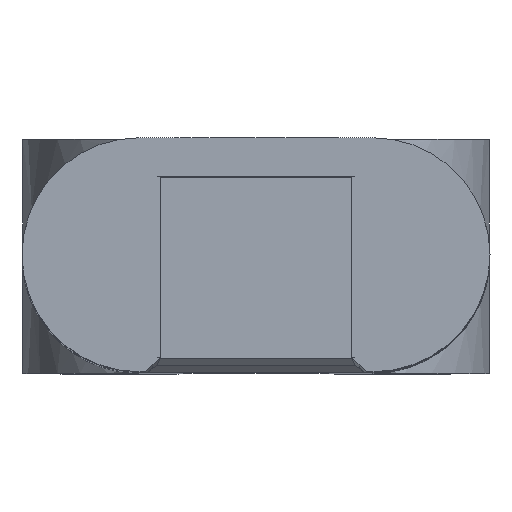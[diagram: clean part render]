
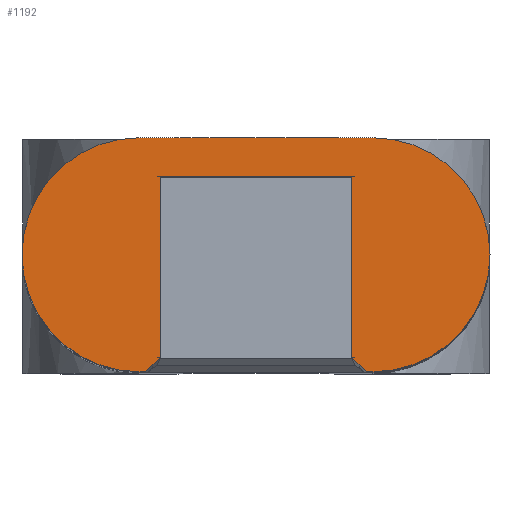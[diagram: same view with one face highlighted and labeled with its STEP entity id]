
A CAD part, top view. The second image highlights one B-rep face of the part: STEP entity #1192.
In plain terms, the highlighted planar face has unit normal (0, 0, 1).
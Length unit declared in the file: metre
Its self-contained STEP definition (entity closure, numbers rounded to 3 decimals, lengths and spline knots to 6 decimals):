
#61=CIRCLE('',#1279,0.003);
#62=CIRCLE('',#1280,0.003);
#130=ORIENTED_EDGE('',*,*,#478,.T.);
#131=ORIENTED_EDGE('',*,*,#479,.T.);
#132=ORIENTED_EDGE('',*,*,#458,.T.);
#133=ORIENTED_EDGE('',*,*,#480,.F.);
#134=ORIENTED_EDGE('',*,*,#481,.F.);
#135=ORIENTED_EDGE('',*,*,#482,.F.);
#136=ORIENTED_EDGE('',*,*,#454,.T.);
#137=ORIENTED_EDGE('',*,*,#483,.T.);
#138=ORIENTED_EDGE('',*,*,#484,.F.);
#139=ORIENTED_EDGE('',*,*,#485,.T.);
#454=EDGE_CURVE('',#627,#629,#742,.T.);
#458=EDGE_CURVE('',#633,#634,#746,.T.);
#478=EDGE_CURVE('',#651,#652,#763,.T.);
#479=EDGE_CURVE('',#652,#633,#764,.F.);
#480=EDGE_CURVE('',#653,#634,#61,.T.);
#481=EDGE_CURVE('',#654,#653,#765,.T.);
#482=EDGE_CURVE('',#627,#654,#62,.T.);
#483=EDGE_CURVE('',#629,#655,#766,.F.);
#484=EDGE_CURVE('',#656,#655,#767,.T.);
#485=EDGE_CURVE('',#656,#651,#768,.T.);
#627=VERTEX_POINT('',#1665);
#629=VERTEX_POINT('',#1668);
#633=VERTEX_POINT('',#1679);
#634=VERTEX_POINT('',#1680);
#651=VERTEX_POINT('',#1719);
#652=VERTEX_POINT('',#1720);
#653=VERTEX_POINT('',#1723);
#654=VERTEX_POINT('',#1725);
#655=VERTEX_POINT('',#1728);
#656=VERTEX_POINT('',#1730);
#742=LINE('',#1669,#866);
#746=LINE('',#1678,#870);
#763=LINE('',#1718,#887);
#764=LINE('',#1721,#888);
#765=LINE('',#1724,#889);
#766=LINE('',#1727,#890);
#767=LINE('',#1729,#891);
#768=LINE('',#1731,#892);
#866=VECTOR('',#1378,1.);
#870=VECTOR('',#1386,1.);
#887=VECTOR('',#1413,1.);
#888=VECTOR('',#1414,1.);
#889=VECTOR('',#1417,1.);
#890=VECTOR('',#1420,1.);
#891=VECTOR('',#1421,1.);
#892=VECTOR('',#1422,1.);
#984=EDGE_LOOP('',(#130,#131,#132,#133,#134,#135,#136,#137,#138,#139));
#1064=FACE_BOUND('',#984,.T.);
#1142=PLANE('',#1278);
#1192=ADVANCED_FACE('',(#1064),#1142,.T.);
#1278=AXIS2_PLACEMENT_3D('',#1717,#1411,#1412);
#1279=AXIS2_PLACEMENT_3D('',#1722,#1415,#1416);
#1280=AXIS2_PLACEMENT_3D('',#1726,#1418,#1419);
#1378=DIRECTION('',(1.,0.,0.));
#1386=DIRECTION('',(1.,0.,0.));
#1411=DIRECTION('',(0.,0.,1.));
#1412=DIRECTION('',(1.,0.,0.));
#1413=DIRECTION('',(0.,-1.,0.));
#1414=DIRECTION('',(-0.727,0.687,0.));
#1415=DIRECTION('',(0.,0.,-1.));
#1416=DIRECTION('',(1.,0.,0.));
#1417=DIRECTION('',(1.,0.,0.));
#1418=DIRECTION('',(0.,0.,-1.));
#1419=DIRECTION('',(1.,0.,0.));
#1420=DIRECTION('',(-0.727,-0.687,0.));
#1421=DIRECTION('',(0.,-1.,0.));
#1422=DIRECTION('',(1.,0.,0.));
#1665=CARTESIAN_POINT('',(0.,-0.003,0.025));
#1668=CARTESIAN_POINT('',(0.000171,-0.003,0.025));
#1669=CARTESIAN_POINT('',(0.003,-0.003,0.025));
#1678=CARTESIAN_POINT('',(0.003,-0.003,0.025));
#1679=CARTESIAN_POINT('',(0.005829,-0.003,0.025));
#1680=CARTESIAN_POINT('',(0.006,-0.003,0.025));
#1717=CARTESIAN_POINT('',(0.003,0.,0.025));
#1718=CARTESIAN_POINT('',(0.005454,0.002,0.025));
#1719=CARTESIAN_POINT('',(0.005454,0.002,0.025));
#1720=CARTESIAN_POINT('',(0.005454,-0.002646,0.025));
#1721=CARTESIAN_POINT('',(0.002836,-0.000173,0.025));
#1722=CARTESIAN_POINT('',(0.006,0.,0.025));
#1723=CARTESIAN_POINT('',(0.006,0.003,0.025));
#1724=CARTESIAN_POINT('',(0.003,0.003,0.025));
#1725=CARTESIAN_POINT('',(0.,0.003,0.025));
#1726=CARTESIAN_POINT('',(0.,0.,0.025));
#1727=CARTESIAN_POINT('',(0.003164,-0.000173,0.025));
#1728=CARTESIAN_POINT('',(0.000546,-0.002646,0.025));
#1729=CARTESIAN_POINT('',(0.000546,0.002,0.025));
#1730=CARTESIAN_POINT('',(0.000546,0.002,0.025));
#1731=CARTESIAN_POINT('',(0.003,0.002,0.025));
